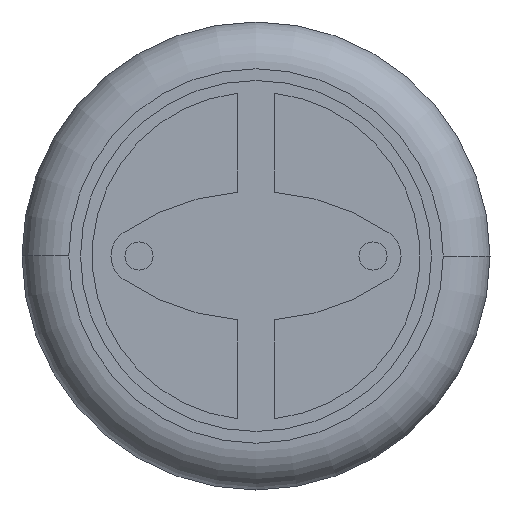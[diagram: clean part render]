
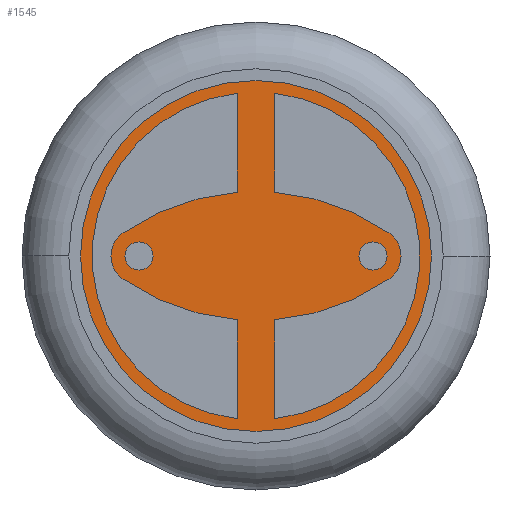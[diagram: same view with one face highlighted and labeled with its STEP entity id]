
A CAD part, front view. The second image highlights one B-rep face of the part: STEP entity #1545.
In plain terms, the highlighted planar face has unit normal (0, -1, 0).
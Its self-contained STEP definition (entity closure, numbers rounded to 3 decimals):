
#3 = ORIENTED_EDGE ( 'NONE', *, *, #679, .F. ) ;
#6 = DIRECTION ( 'NONE',  ( 0., 0., 1. ) ) ;
#11 = ORIENTED_EDGE ( 'NONE', *, *, #1305, .T. ) ;
#20 = CARTESIAN_POINT ( 'NONE',  ( 0., 0.75, -3.621 ) ) ;
#25 = DIRECTION ( 'NONE',  ( 0., 1., 0. ) ) ;
#82 = ORIENTED_EDGE ( 'NONE', *, *, #1594, .T. ) ;
#85 = EDGE_CURVE ( 'NONE', #1221, #497, #879, .T. ) ;
#97 = ORIENTED_EDGE ( 'NONE', *, *, #1703, .T. ) ;
#99 = AXIS2_PLACEMENT_3D ( 'NONE', #20, #759, #479 ) ;
#126 = EDGE_CURVE ( 'NONE', #645, #134, #1730, .T. ) ;
#133 = CARTESIAN_POINT ( 'NONE',  ( 2.841, 0.75, 0.494 ) ) ;
#134 = VERTEX_POINT ( 'NONE', #483 ) ;
#135 = LINE ( 'NONE', #185, #1655 ) ;
#149 = ORIENTED_EDGE ( 'NONE', *, *, #1381, .T. ) ;
#161 = CARTESIAN_POINT ( 'NONE',  ( 0., 0.75, 0. ) ) ;
#168 = ORIENTED_EDGE ( 'NONE', *, *, #1246, .T. ) ;
#185 = CARTESIAN_POINT ( 'NONE',  ( 0.4, 0.75, 0. ) ) ;
#187 = DIRECTION ( 'NONE',  ( 0., -1., 0. ) ) ;
#205 = CARTESIAN_POINT ( 'NONE',  ( 0., 0.75, 0. ) ) ;
#219 = CARTESIAN_POINT ( 'NONE',  ( 0., 0.75, 0. ) ) ;
#224 = AXIS2_PLACEMENT_3D ( 'NONE', #205, #1840, #373 ) ;
#231 = EDGE_CURVE ( 'NONE', #134, #343, #999, .T. ) ;
#255 = CARTESIAN_POINT ( 'NONE',  ( 3.75, 0.75, 0. ) ) ;
#258 = ORIENTED_EDGE ( 'NONE', *, *, #85, .T. ) ;
#273 = AXIS2_PLACEMENT_3D ( 'NONE', #161, #624, #1638 ) ;
#306 = CARTESIAN_POINT ( 'NONE',  ( 0., 0.75, 3.621 ) ) ;
#316 = EDGE_CURVE ( 'NONE', #1307, #1668, #1319, .T. ) ;
#319 = VECTOR ( 'NONE', #1710, 1000. ) ;
#330 = DIRECTION ( 'NONE',  ( -1., 0., 0. ) ) ;
#331 = DIRECTION ( 'NONE',  ( -1., 0., 0. ) ) ;
#343 = VERTEX_POINT ( 'NONE', #1265 ) ;
#370 = EDGE_LOOP ( 'NONE', ( #3, #258, #11, #82, #1334, #1271 ) ) ;
#373 = DIRECTION ( 'NONE',  ( -1., 0., 0. ) ) ;
#398 = FACE_BOUND ( 'NONE', #629, .T. ) ;
#409 = DIRECTION ( 'NONE',  ( -1., 0., 0. ) ) ;
#420 = DIRECTION ( 'NONE',  ( 0., -1., 0. ) ) ;
#476 = DIRECTION ( 'NONE',  ( 0., -1., 0. ) ) ;
#479 = DIRECTION ( 'NONE',  ( -1., 0., 0. ) ) ;
#483 = CARTESIAN_POINT ( 'NONE',  ( 2.841, 0.75, -0.494 ) ) ;
#489 = VERTEX_POINT ( 'NONE', #255 ) ;
#497 = VERTEX_POINT ( 'NONE', #1126 ) ;
#498 = CARTESIAN_POINT ( 'NONE',  ( -0.4, 0.75, -1.363 ) ) ;
#515 = CARTESIAN_POINT ( 'NONE',  ( 0., 0.75, 3.621 ) ) ;
#520 = VERTEX_POINT ( 'NONE', #568 ) ;
#568 = CARTESIAN_POINT ( 'NONE',  ( 0.4, 0.75, 1.363 ) ) ;
#624 = DIRECTION ( 'NONE',  ( 0., -1., 0. ) ) ;
#627 = ORIENTED_EDGE ( 'NONE', *, *, #126, .F. ) ;
#629 = EDGE_LOOP ( 'NONE', ( #97, #149, #168, #1266, #1012, #627 ) ) ;
#643 = CARTESIAN_POINT ( 'NONE',  ( -2.5, 0.75, 0. ) ) ;
#645 = VERTEX_POINT ( 'NONE', #133 ) ;
#646 = EDGE_CURVE ( 'NONE', #1716, #489, #856, .T. ) ;
#662 = CIRCLE ( 'NONE', #224, 3.5 ) ;
#679 = EDGE_CURVE ( 'NONE', #1221, #1646, #1062, .T. ) ;
#743 = DIRECTION ( 'NONE',  ( 0., -1., 0. ) ) ;
#750 = LINE ( 'NONE', #1868, #890 ) ;
#759 = DIRECTION ( 'NONE',  ( 0., 1., 0. ) ) ;
#796 = CARTESIAN_POINT ( 'NONE',  ( 0., 0.75, 0. ) ) ;
#806 = EDGE_CURVE ( 'NONE', #1441, #343, #1702, .T. ) ;
#827 = CARTESIAN_POINT ( 'NONE',  ( -2.841, 0.75, 0.494 ) ) ;
#841 = DIRECTION ( 'NONE',  ( 0., 1., 0. ) ) ;
#848 = VERTEX_POINT ( 'NONE', #498 ) ;
#856 = CIRCLE ( 'NONE', #1606, 3.75 ) ;
#867 = VERTEX_POINT ( 'NONE', #1664 ) ;
#879 = CIRCLE ( 'NONE', #1281, 0.6 ) ;
#890 = VECTOR ( 'NONE', #1852, 1000. ) ;
#911 = CARTESIAN_POINT ( 'NONE',  ( -0.4, 0.75, 3.477 ) ) ;
#944 = DIRECTION ( 'NONE',  ( -1., 0., 0. ) ) ;
#952 = CARTESIAN_POINT ( 'NONE',  ( 0.4, 0.75, 0. ) ) ;
#955 = PLANE ( 'NONE',  #1003 ) ;
#977 = ORIENTED_EDGE ( 'NONE', *, *, #646, .T. ) ;
#995 = CIRCLE ( 'NONE', #273, 3.75 ) ;
#999 = CIRCLE ( 'NONE', #1448, 5. ) ;
#1003 = AXIS2_PLACEMENT_3D ( 'NONE', #219, #841, #1416 ) ;
#1012 = ORIENTED_EDGE ( 'NONE', *, *, #231, .F. ) ;
#1029 = CIRCLE ( 'NONE', #1528, 5. ) ;
#1040 = DIRECTION ( 'NONE',  ( 0., -1., 0. ) ) ;
#1049 = CARTESIAN_POINT ( 'NONE',  ( 2.5, 0.75, 0. ) ) ;
#1062 = CIRCLE ( 'NONE', #99, 5. ) ;
#1116 = VECTOR ( 'NONE', #1529, 1000. ) ;
#1126 = CARTESIAN_POINT ( 'NONE',  ( -2.841, 0.75, -0.494 ) ) ;
#1150 = CIRCLE ( 'NONE', #1690, 5. ) ;
#1153 = CARTESIAN_POINT ( 'NONE',  ( 0., 0.75, -3.621 ) ) ;
#1180 = DIRECTION ( 'NONE',  ( 1., 0., 0. ) ) ;
#1221 = VERTEX_POINT ( 'NONE', #827 ) ;
#1239 = DIRECTION ( 'NONE',  ( 0., 1., 0. ) ) ;
#1246 = EDGE_CURVE ( 'NONE', #867, #1441, #662, .T. ) ;
#1265 = CARTESIAN_POINT ( 'NONE',  ( 0.4, 0.75, -1.363 ) ) ;
#1266 = ORIENTED_EDGE ( 'NONE', *, *, #806, .T. ) ;
#1271 = ORIENTED_EDGE ( 'NONE', *, *, #1549, .T. ) ;
#1272 = FACE_OUTER_BOUND ( 'NONE', #1397, .T. ) ;
#1277 = CARTESIAN_POINT ( 'NONE',  ( -0.4, 0.75, 0. ) ) ;
#1281 = AXIS2_PLACEMENT_3D ( 'NONE', #643, #476, #1775 ) ;
#1305 = EDGE_CURVE ( 'NONE', #497, #848, #1150, .T. ) ;
#1307 = VERTEX_POINT ( 'NONE', #911 ) ;
#1319 = CIRCLE ( 'NONE', #1889, 3.5 ) ;
#1334 = ORIENTED_EDGE ( 'NONE', *, *, #316, .F. ) ;
#1381 = EDGE_CURVE ( 'NONE', #520, #867, #135, .T. ) ;
#1397 = EDGE_LOOP ( 'NONE', ( #1685, #977 ) ) ;
#1400 = EDGE_CURVE ( 'NONE', #489, #1716, #995, .T. ) ;
#1416 = DIRECTION ( 'NONE',  ( -1., 0., 0. ) ) ;
#1441 = VERTEX_POINT ( 'NONE', #1682 ) ;
#1448 = AXIS2_PLACEMENT_3D ( 'NONE', #515, #1239, #330 ) ;
#1455 = CARTESIAN_POINT ( 'NONE',  ( -3.75, 0.75, 0. ) ) ;
#1466 = FACE_BOUND ( 'NONE', #370, .T. ) ;
#1528 = AXIS2_PLACEMENT_3D ( 'NONE', #1153, #420, #409 ) ;
#1529 = DIRECTION ( 'NONE',  ( 0., 0., 1. ) ) ;
#1545 = ADVANCED_FACE ( 'NONE', ( #1466, #1272, #398 ), #955, .F. ) ;
#1549 = EDGE_CURVE ( 'NONE', #1307, #1646, #750, .T. ) ;
#1572 = AXIS2_PLACEMENT_3D ( 'NONE', #1049, #25, #331 ) ;
#1594 = EDGE_CURVE ( 'NONE', #848, #1668, #1762, .T. ) ;
#1605 = CARTESIAN_POINT ( 'NONE',  ( 0., 0.75, 0. ) ) ;
#1606 = AXIS2_PLACEMENT_3D ( 'NONE', #1605, #743, #1180 ) ;
#1638 = DIRECTION ( 'NONE',  ( 1., 0., 0. ) ) ;
#1646 = VERTEX_POINT ( 'NONE', #1854 ) ;
#1655 = VECTOR ( 'NONE', #6, 1000. ) ;
#1664 = CARTESIAN_POINT ( 'NONE',  ( 0.4, 0.75, 3.477 ) ) ;
#1668 = VERTEX_POINT ( 'NONE', #1860 ) ;
#1682 = CARTESIAN_POINT ( 'NONE',  ( 0.4, 0.75, -3.477 ) ) ;
#1685 = ORIENTED_EDGE ( 'NONE', *, *, #1400, .T. ) ;
#1690 = AXIS2_PLACEMENT_3D ( 'NONE', #306, #1040, #1800 ) ;
#1702 = LINE ( 'NONE', #952, #1116 ) ;
#1703 = EDGE_CURVE ( 'NONE', #645, #520, #1029, .T. ) ;
#1710 = DIRECTION ( 'NONE',  ( 0., 0., -1. ) ) ;
#1716 = VERTEX_POINT ( 'NONE', #1455 ) ;
#1730 = CIRCLE ( 'NONE', #1572, 0.6 ) ;
#1762 = LINE ( 'NONE', #1277, #319 ) ;
#1775 = DIRECTION ( 'NONE',  ( -1., 0., 0. ) ) ;
#1800 = DIRECTION ( 'NONE',  ( -1., 0., 0. ) ) ;
#1840 = DIRECTION ( 'NONE',  ( 0., 1., 0. ) ) ;
#1852 = DIRECTION ( 'NONE',  ( 0., 0., -1. ) ) ;
#1854 = CARTESIAN_POINT ( 'NONE',  ( -0.4, 0.75, 1.363 ) ) ;
#1860 = CARTESIAN_POINT ( 'NONE',  ( -0.4, 0.75, -3.477 ) ) ;
#1868 = CARTESIAN_POINT ( 'NONE',  ( -0.4, 0.75, 0. ) ) ;
#1889 = AXIS2_PLACEMENT_3D ( 'NONE', #796, #187, #944 ) ;
